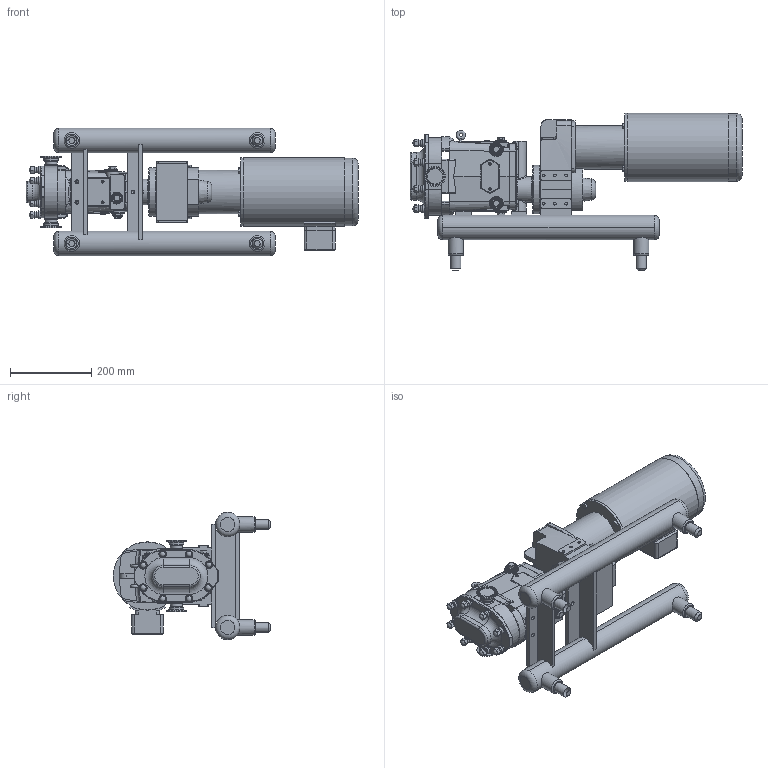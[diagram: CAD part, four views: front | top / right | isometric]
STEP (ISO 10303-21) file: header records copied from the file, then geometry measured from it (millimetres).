
FILE_DESCRIPTION(/* description */ (''),/* implementation_level */ '2;1');
FILE_NAME(/* name */ 'U1_015U1_145TC_1.5x1.5_S-Line_2HP_LH_SM.stp',/* time_stamp */ '2021-05-24T16:17:36+06:00',/* author */ ('trtmhr'),/* organization */ (''),/* preprocessor_version */ 'ST-DEVELOPER v18.1',/* originating_system */ 'Autodesk Inventor 2020',/* authorisation */ '');
FILE_SCHEMA (('AUTOMOTIVE_DESIGN { 1 0 10303 214 3 1 1 }'));
Length unit declared in the file: inch
Products named in the file (1): U1_006U1_145TC_1x1_S-Line_2HP_LH_SM
Bounding box: 818.44 x 388.11 x 314.32 mm (x, y, z)
Volume: 18948887.2 mm3; surface area: 966662.6 mm2
Topology: 5 solids, 5 shells, 1116 faces, 2948 edges, 1919 vertices
Faces by surface type: plane 524, cylinder 318, bspline 108, torus 96, cone 58, sphere 12
Full cylindrical faces by diameter (mm): 6.35 x12, 6.528 x4, 7.62 x2, 7.798 x1, 9.525 x3, 14.275 x8, 15.24 x1, 19.05 x8, 23.876 x3, 25.4 x11, 29.21 x2, 29.362 x4, 30.378 x2, 31.75 x3, 35.052 x2, 35.712 x2, 38.1 x6, 50.495 x2, 63.5 x1, 107.01 x1, 119.888 x1, 119.99 x1, 166.116 x1, 167.996 x1, 168.402 x1
Entity records: 38043 total; most frequent: CARTESIAN_POINT 10172, ORIENTED_EDGE 5874, DIRECTION 5815, EDGE_CURVE 2937, AXIS2_PLACEMENT_3D 2205, VERTEX_POINT 1919, LINE 1405, VECTOR 1405
